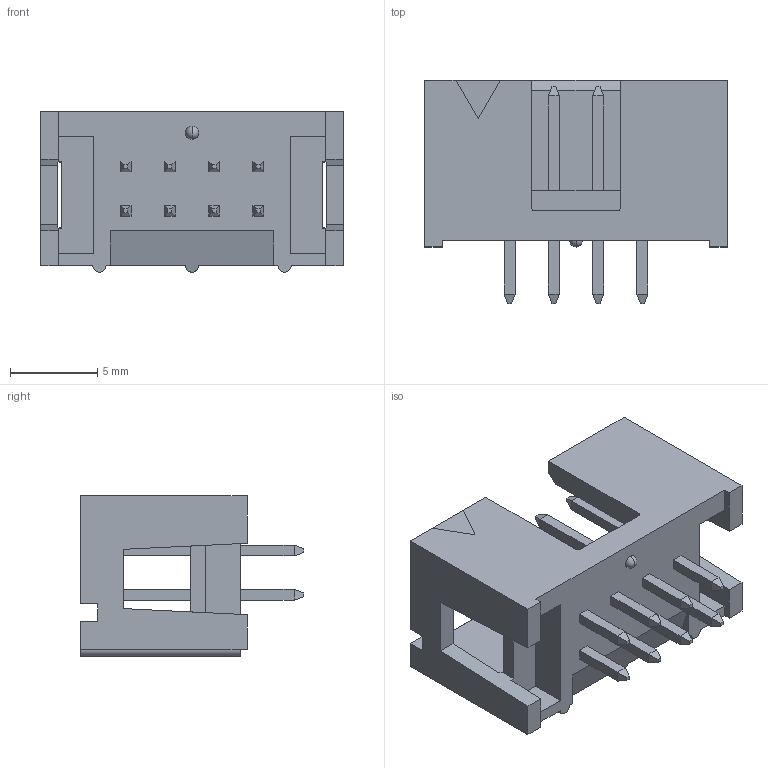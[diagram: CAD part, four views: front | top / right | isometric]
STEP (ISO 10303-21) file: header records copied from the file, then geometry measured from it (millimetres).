
FILE_DESCRIPTION (( 'STEP AP214' ), '1' );
FILE_NAME ('75869-132LF.STEP', '2023-06-30T13:43:45', ( '' ), ( '' ), 'SwSTEP 2.0', 'SolidWorks 2021', '' );
FILE_SCHEMA (( 'AUTOMOTIVE_DESIGN' ));
Length unit declared in the file: millimetre
Products named in the file (1): 75869-132LF
Bounding box: 17.37 x 12.82 x 9.2 mm (x, y, z)
Volume: 671.2 mm3; surface area: 1342.7 mm2
Topology: 18 solids, 18 shells, 268 faces, 642 edges, 405 vertices
Faces by surface type: plane 261, cylinder 5, sphere 2
Entity records: 8551 total; most frequent: CARTESIAN_POINT 1313, ORIENTED_EDGE 1276, DIRECTION 1188, EDGE_CURVE 638, VECTOR 624, LINE 624, VERTEX_POINT 403, EDGE_LOOP 285
